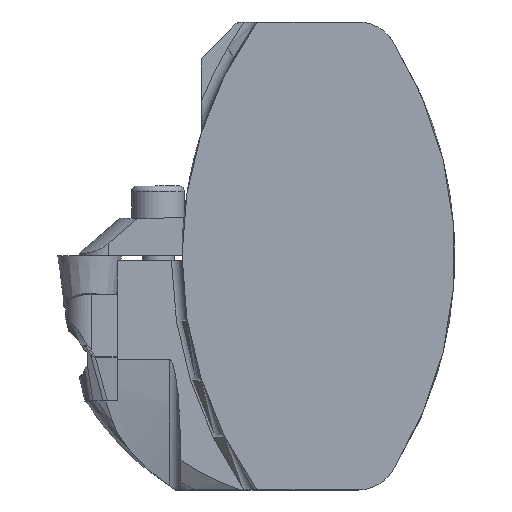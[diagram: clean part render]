
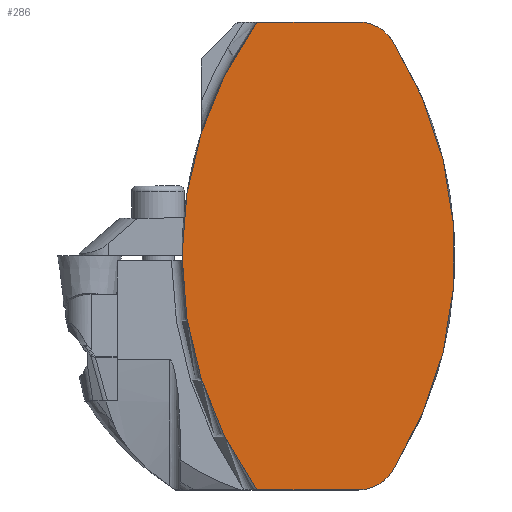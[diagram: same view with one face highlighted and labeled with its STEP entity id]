
A CAD part, top view. The second image highlights one B-rep face of the part: STEP entity #286.
In plain terms, the highlighted planar face has unit normal (0, 0, 1).
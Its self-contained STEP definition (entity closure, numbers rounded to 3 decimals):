
#286=ADVANCED_FACE('',(#424),#378,.T.);
#378=PLANE('',#1841);
#424=FACE_OUTER_BOUND('',#511,.T.);
#511=EDGE_LOOP('',(#851,#852,#853,#854,#855,#856));
#621=LINE('',#2530,#733);
#622=LINE('',#2539,#734);
#733=VECTOR('',#2038,1.);
#734=VECTOR('',#2045,1.);
#851=ORIENTED_EDGE('',*,*,#1485,.F.);
#852=ORIENTED_EDGE('',*,*,#1486,.T.);
#853=ORIENTED_EDGE('',*,*,#1487,.F.);
#854=ORIENTED_EDGE('',*,*,#1488,.T.);
#855=ORIENTED_EDGE('',*,*,#1489,.T.);
#856=ORIENTED_EDGE('',*,*,#1490,.F.);
#1329=VERTEX_POINT('',#2531);
#1330=VERTEX_POINT('',#2532);
#1331=VERTEX_POINT('',#2534);
#1332=VERTEX_POINT('',#2536);
#1333=VERTEX_POINT('',#2538);
#1334=VERTEX_POINT('',#2540);
#1485=EDGE_CURVE('',#1329,#1330,#621,.T.);
#1486=EDGE_CURVE('',#1329,#1331,#1708,.T.);
#1487=EDGE_CURVE('',#1332,#1331,#1709,.T.);
#1488=EDGE_CURVE('',#1332,#1333,#1710,.T.);
#1489=EDGE_CURVE('',#1333,#1334,#622,.T.);
#1490=EDGE_CURVE('',#1330,#1334,#1711,.T.);
#1708=CIRCLE('',#1837,6.);
#1709=CIRCLE('',#1838,60.25);
#1710=CIRCLE('',#1839,6.);
#1711=CIRCLE('',#1840,60.4);
#1837=AXIS2_PLACEMENT_3D('',#2533,#2039,#2040);
#1838=AXIS2_PLACEMENT_3D('',#2535,#2041,#2042);
#1839=AXIS2_PLACEMENT_3D('',#2537,#2043,#2044);
#1840=AXIS2_PLACEMENT_3D('',#2541,#2046,#2047);
#1841=AXIS2_PLACEMENT_3D('',#2542,#2048,#2049);
#2038=DIRECTION('',(-1.,0.,0.));
#2039=DIRECTION('',(0.,0.,1.));
#2040=DIRECTION('',(-1.,0.,0.));
#2041=DIRECTION('',(0.,0.,-1.));
#2042=DIRECTION('',(-1.,0.,0.));
#2043=DIRECTION('',(0.,0.,1.));
#2044=DIRECTION('',(-1.,0.,0.));
#2045=DIRECTION('',(-1.,0.,0.));
#2046=DIRECTION('',(0.,0.,-1.));
#2047=DIRECTION('',(-1.,0.,0.));
#2048=DIRECTION('',(0.,0.,1.));
#2049=DIRECTION('',(-1.,0.,0.));
#2530=CARTESIAN_POINT('',(-32.425,-35.,0.));
#2531=CARTESIAN_POINT('',(5.998,-35.,0.));
#2532=CARTESIAN_POINT('',(-9.226,-35.,0.));
#2533=CARTESIAN_POINT('',(5.998,-29.,0.));
#2534=CARTESIAN_POINT('',(11.069,-32.207,0.));
#2535=CARTESIAN_POINT('',(-39.85,0.,0.));
#2536=CARTESIAN_POINT('',(11.069,32.207,0.));
#2537=CARTESIAN_POINT('',(5.998,29.,0.));
#2538=CARTESIAN_POINT('',(5.998,35.,0.));
#2539=CARTESIAN_POINT('',(-32.425,35.,0.));
#2540=CARTESIAN_POINT('',(-9.226,35.,0.));
#2541=CARTESIAN_POINT('',(40.,0.,0.));
#2542=CARTESIAN_POINT('',(20.4,35.,0.));
